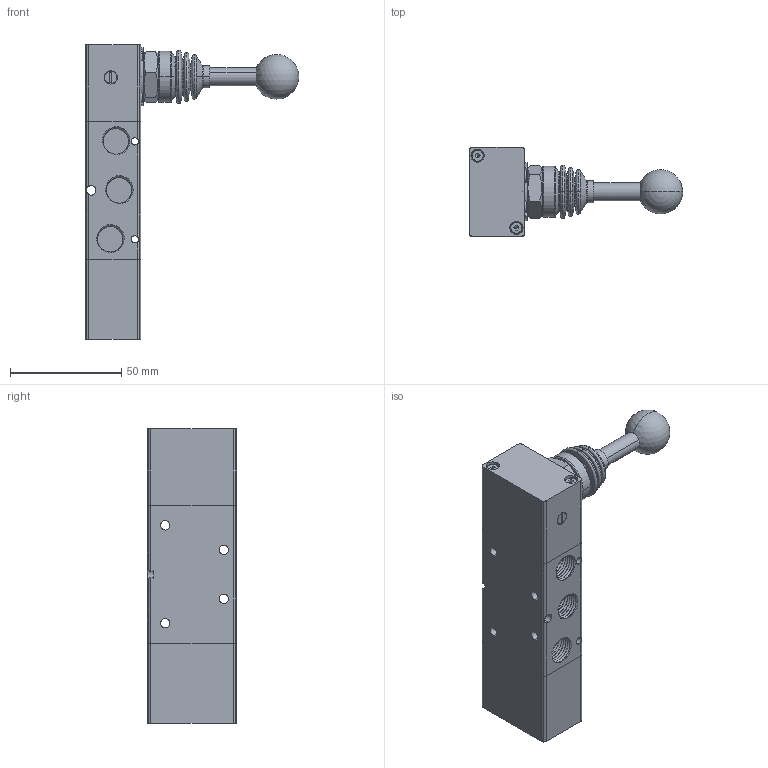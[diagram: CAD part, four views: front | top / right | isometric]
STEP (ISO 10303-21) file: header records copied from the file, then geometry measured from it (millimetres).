
FILE_DESCRIPTION((''),'2;1');
FILE_NAME('01_061_4.stp','2002-12-08T15:07:32',('Branislav Petkovic'),('AZ Pneumatica'),'AutoCAD STEP 2000i','AutoCAD 2000i','Via J. F. Kennedy, 26, 20020 Misinto (MI), ITALY');
FILE_SCHEMA(('CONFIG_CONTROL_DESIGN'));
Length unit declared in the file: millimetre
Products named in the file (12): 01_061_4; 522 TELO; PART1A; X22 OPRUGA ML; PART2; PART3; GUMA RAVNA; ~~PART1; 521 LL90A; PART1; 521 LL90; PART1AA
Assembly tree (7 placements, depth 3):
  01_061_4
    522 TELO
      PART1A
    X22 OPRUGA ML
      PART2
    PART3
    GUMA RAVNA
      ~~PART1
  521 LL90A
  PART1
  521 LL90
  PART1AA
Bounding box: 96 x 40 x 132.5 mm (x, y, z)
Surface area: 36380.1 mm2 (no closed solid volume)
Topology: 0 solids, 5 shells, 540 faces, 1523 edges, 992 vertices
Faces by surface type: cylinder 282, plane 142, cone 58, bspline 40, torus 16, sphere 2
Entity records: 33027 total; most frequent: CARTESIAN_POINT 19290, ORIENTED_EDGE 3034, DIRECTION 2599, EDGE_CURVE 1517, AXIS2_PLACEMENT_3D 1024, VERTEX_POINT 990, EDGE_LOOP 587, VECTOR 551
